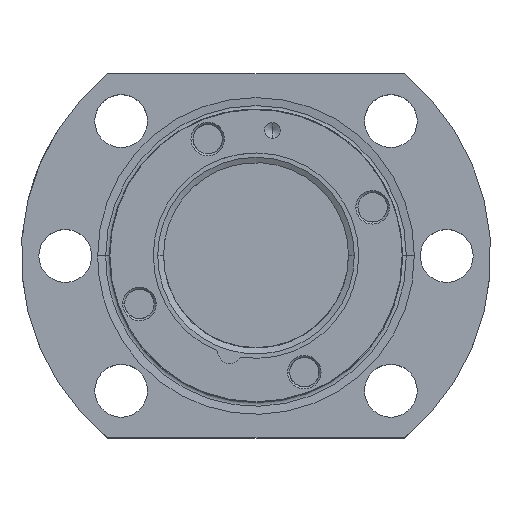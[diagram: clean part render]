
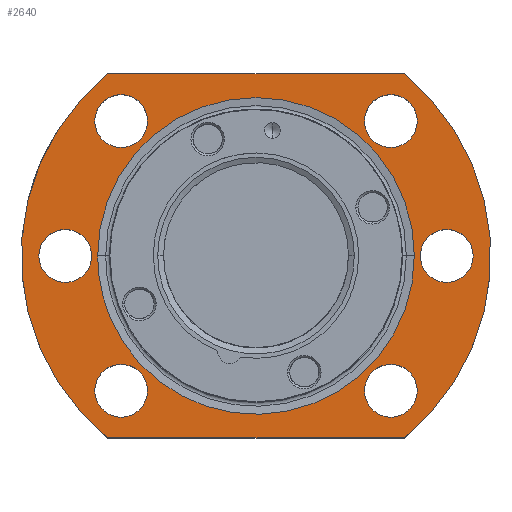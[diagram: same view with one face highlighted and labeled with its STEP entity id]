
A CAD part, top view. The second image highlights one B-rep face of the part: STEP entity #2640.
In plain terms, the highlighted planar face has unit normal (0, 0, 1).
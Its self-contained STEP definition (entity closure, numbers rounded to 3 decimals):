
#1140=CARTESIAN_POINT('',(75.954,-42.3,105.));
#1150=DIRECTION('',(0.,0.,-1.));
#1160=DIRECTION('',(-1.,0.,-0.));
#1170=AXIS2_PLACEMENT_3D('',#1140,#1150,#1160);
#1180=PLANE('',#1170);
#1190=CARTESIAN_POINT('',(0.,31.,105.));
#1200=DIRECTION('',(1.,0.,-0.));
#1210=VECTOR('',#1200,1.);
#1220=LINE('',#1190,#1210);
#1230=CARTESIAN_POINT('',(-25.278,31.,105.));
#1240=VERTEX_POINT('',#1230);
#1250=CARTESIAN_POINT('',(25.278,31.,105.));
#1260=VERTEX_POINT('',#1250);
#1270=EDGE_CURVE('',#1240,#1260,#1220,.T.);
#1280=ORIENTED_EDGE('',*,*,#1270,.F.);
#1290=CARTESIAN_POINT('',(0.,0.,
105.));
#1300=DIRECTION('',(0.,0.,-1.));
#1310=DIRECTION('',(-1.,0.,0.));
#1320=AXIS2_PLACEMENT_3D('',#1290,#1300,#1310);
#1330=CIRCLE('',#1320,40.);
#1340=CARTESIAN_POINT('',(25.278,-31.,105.));
#1350=VERTEX_POINT('',#1340);
#1360=EDGE_CURVE('',#1260,#1350,#1330,.T.);
#1370=ORIENTED_EDGE('',*,*,#1360,.F.);
#1380=CARTESIAN_POINT('',(0.,-31.,105.));
#1390=DIRECTION('',(1.,-0.,0.));
#1400=VECTOR('',#1390,1.);
#1410=LINE('',#1380,#1400);
#1420=CARTESIAN_POINT('',(-25.278,-31.,105.));
#1430=VERTEX_POINT('',#1420);
#1440=EDGE_CURVE('',#1430,#1350,#1410,.T.);
#1450=ORIENTED_EDGE('',*,*,#1440,.T.);
#1460=CARTESIAN_POINT('',(0.,0.,
105.));
#1470=DIRECTION('',(0.,0.,-1.));
#1480=DIRECTION('',(-1.,0.,0.));
#1490=AXIS2_PLACEMENT_3D('',#1460,#1470,#1480);
#1500=CIRCLE('',#1490,40.);
#1510=EDGE_CURVE('',#1430,#1240,#1500,.T.);
#1520=ORIENTED_EDGE('',*,*,#1510,.F.);
#1530=EDGE_LOOP('',(#1520,#1450,#1370,#1280));
#1540=FACE_OUTER_BOUND('',#1530,.T.);
#1550=CARTESIAN_POINT('',(22.981,-22.981,105.));
#1560=DIRECTION('',(0.,0.,-1.));
#1570=DIRECTION('',(-1.,0.,0.));
#1580=AXIS2_PLACEMENT_3D('',#1550,#1560,#1570);
#1590=CIRCLE('',#1580,4.5);
#1600=CARTESIAN_POINT('',(18.481,-22.981,105.));
#1610=VERTEX_POINT('',#1600);
#1620=CARTESIAN_POINT('',(27.481,-22.981,105.));
#1630=VERTEX_POINT('',#1620);
#1640=EDGE_CURVE('',#1610,#1630,#1590,.T.);
#1650=ORIENTED_EDGE('',*,*,#1640,.T.);
#1660=EDGE_CURVE('',#1630,#1610,#1590,.T.);
#1670=ORIENTED_EDGE('',*,*,#1660,.T.);
#1680=EDGE_LOOP('',(#1670,#1650));
#1690=FACE_BOUND('',#1680,.T.);
#1700=CARTESIAN_POINT('',(32.5,0.,105.));
#1710=DIRECTION('',(0.,0.,-1.));
#1720=DIRECTION('',(-1.,0.,0.));
#1730=AXIS2_PLACEMENT_3D('',#1700,#1710,#1720);
#1740=CIRCLE('',#1730,4.5);
#1750=CARTESIAN_POINT('',(37.,0.,105.));
#1760=VERTEX_POINT('',#1750);
#1770=CARTESIAN_POINT('',(28.,0.,105.));
#1780=VERTEX_POINT('',#1770);
#1790=EDGE_CURVE('',#1760,#1780,#1740,.T.);
#1800=ORIENTED_EDGE('',*,*,#1790,.T.);
#1810=EDGE_CURVE('',#1780,#1760,#1740,.T.);
#1820=ORIENTED_EDGE('',*,*,#1810,.T.);
#1830=EDGE_LOOP('',(#1820,#1800));
#1840=FACE_BOUND('',#1830,.T.);
#1850=CARTESIAN_POINT('',(-22.981,22.981,105.));
#1860=DIRECTION('',(0.,0.,-1.));
#1870=DIRECTION('',(-1.,0.,0.));
#1880=AXIS2_PLACEMENT_3D('',#1850,#1860,#1870);
#1890=CIRCLE('',#1880,4.5);
#1900=CARTESIAN_POINT('',(-18.481,22.981,105.));
#1910=VERTEX_POINT('',#1900);
#1920=CARTESIAN_POINT('',(-27.481,22.981,105.));
#1930=VERTEX_POINT('',#1920);
#1940=EDGE_CURVE('',#1910,#1930,#1890,.T.);
#1950=ORIENTED_EDGE('',*,*,#1940,.T.);
#1960=EDGE_CURVE('',#1930,#1910,#1890,.T.);
#1970=ORIENTED_EDGE('',*,*,#1960,.T.);
#1980=EDGE_LOOP('',(#1970,#1950));
#1990=FACE_BOUND('',#1980,.T.);
#2000=CARTESIAN_POINT('',(-22.981,-22.981,105.));
#2010=DIRECTION('',(0.,0.,-1.));
#2020=DIRECTION('',(-1.,0.,0.));
#2030=AXIS2_PLACEMENT_3D('',#2000,#2010,#2020);
#2040=CIRCLE('',#2030,4.5);
#2050=CARTESIAN_POINT('',(-18.481,-22.981,105.));
#2060=VERTEX_POINT('',#2050);
#2070=CARTESIAN_POINT('',(-27.481,-22.981,105.));
#2080=VERTEX_POINT('',#2070);
#2090=EDGE_CURVE('',#2060,#2080,#2040,.T.);
#2100=ORIENTED_EDGE('',*,*,#2090,.T.);
#2110=EDGE_CURVE('',#2080,#2060,#2040,.T.);
#2120=ORIENTED_EDGE('',*,*,#2110,.T.);
#2130=EDGE_LOOP('',(#2120,#2100));
#2140=FACE_BOUND('',#2130,.T.);
#2150=CARTESIAN_POINT('',(-32.5,0.,105.));
#2160=DIRECTION('',(0.,0.,-1.));
#2170=DIRECTION('',(-1.,0.,0.));
#2180=AXIS2_PLACEMENT_3D('',#2150,#2160,#2170);
#2190=CIRCLE('',#2180,4.5);
#2200=CARTESIAN_POINT('',(-37.,0.,105.));
#2210=VERTEX_POINT('',#2200);
#2220=CARTESIAN_POINT('',(-28.,0.,105.));
#2230=VERTEX_POINT('',#2220);
#2240=EDGE_CURVE('',#2210,#2230,#2190,.T.);
#2250=ORIENTED_EDGE('',*,*,#2240,.T.);
#2260=EDGE_CURVE('',#2230,#2210,#2190,.T.);
#2270=ORIENTED_EDGE('',*,*,#2260,.T.);
#2280=EDGE_LOOP('',(#2270,#2250));
#2290=FACE_BOUND('',#2280,.T.);
#2300=CARTESIAN_POINT('',(0.,0.,
105.));
#2310=DIRECTION('',(0.,0.,1.));
#2320=DIRECTION('',(1.,0.,0.));
#2330=AXIS2_PLACEMENT_3D('',#2300,#2310,#2320);
#2340=CIRCLE('',#2330,26.979);
#2350=CARTESIAN_POINT('',(-24.925,-10.324,105.));
#2360=VERTEX_POINT('',#2350);
#2370=CARTESIAN_POINT('',(26.979,0.,105.));
#2380=VERTEX_POINT('',#2370);
#2390=EDGE_CURVE('',#2360,#2380,#2340,.T.);
#2400=ORIENTED_EDGE('',*,*,#2390,.F.);
#2410=CARTESIAN_POINT('',(-26.979,0.,105.))
;
#2420=VERTEX_POINT('',#2410);
#2430=EDGE_CURVE('',#2380,#2420,#2340,.T.);
#2440=ORIENTED_EDGE('',*,*,#2430,.F.);
#2450=EDGE_CURVE('',#2420,#2360,#2340,.T.);
#2460=ORIENTED_EDGE('',*,*,#2450,.F.);
#2470=EDGE_LOOP('',(#2460,#2440,#2400));
#2480=FACE_BOUND('',#2470,.T.);
#2490=CARTESIAN_POINT('',(22.981,22.981,105.));
#2500=DIRECTION('',(0.,0.,-1.));
#2510=DIRECTION('',(-1.,0.,0.));
#2520=AXIS2_PLACEMENT_3D('',#2490,#2500,#2510);
#2530=CIRCLE('',#2520,4.5);
#2540=CARTESIAN_POINT('',(27.481,22.981,105.));
#2550=VERTEX_POINT('',#2540);
#2560=CARTESIAN_POINT('',(18.481,22.981,105.));
#2570=VERTEX_POINT('',#2560);
#2580=EDGE_CURVE('',#2550,#2570,#2530,.T.);
#2590=ORIENTED_EDGE('',*,*,#2580,.T.);
#2600=EDGE_CURVE('',#2570,#2550,#2530,.T.);
#2610=ORIENTED_EDGE('',*,*,#2600,.T.);
#2620=EDGE_LOOP('',(#2610,#2590));
#2630=FACE_BOUND('',#2620,.T.);
#2640=ADVANCED_FACE('',(#1540,#1690,#1840,#1990,#2140,#2290,#2480,#2630)
,#1180,.F.);
